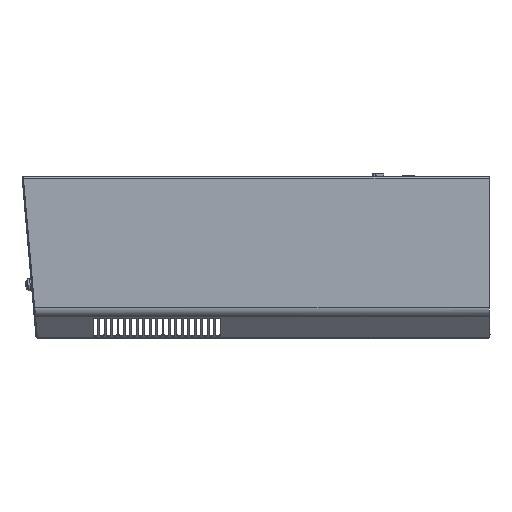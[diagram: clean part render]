
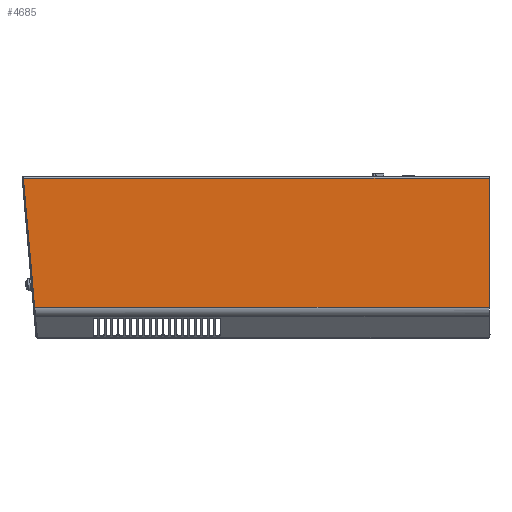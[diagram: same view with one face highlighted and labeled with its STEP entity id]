
A CAD part, left-side view. The second image highlights one B-rep face of the part: STEP entity #4685.
In plain terms, the highlighted planar face has unit normal (-1, 0, 0).
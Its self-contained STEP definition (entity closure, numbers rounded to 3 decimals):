
#4685 = ADVANCED_FACE ( 'NONE', ( #49848 ), #89706, .F. ) ;
#7037 = EDGE_LOOP ( 'NONE', ( #48881, #48882, #48880, #48884 ) ) ;
#16901 = EDGE_CURVE ( 'NONE', #73587, #73588, #70089, .T. ) ;
#16903 = EDGE_CURVE ( 'NONE', #73587, #73589, #70090, .T. ) ;
#16904 = EDGE_CURVE ( 'NONE', #73588, #73577, #70091, .T. ) ;
#16905 = EDGE_CURVE ( 'NONE', #73577, #73589, #70092, .T. ) ;
#23857 = AXIS2_PLACEMENT_3D ( 'NONE', #89707, #89708, #89709 ) ;
#47910 = CARTESIAN_POINT ( 'NONE',  ( -190., 1294.078, -2.055 ) ) ;
#47911 = DIRECTION ( 'NONE',  ( 0., 1., 0. ) ) ;
#47915 = CARTESIAN_POINT ( 'NONE',  ( -190., -299.922, -0.055 ) ) ;
#47916 = DIRECTION ( 'NONE',  ( 0., 0., -1. ) ) ;
#47917 = CARTESIAN_POINT ( 'NONE',  ( -190., 315.842, 10.057 ) ) ;
#47918 = DIRECTION ( 'NONE',  ( 0., -0.087, -0.996 ) ) ;
#47919 = CARTESIAN_POINT ( 'NONE',  ( -190., 1294.078, -171.919 ) ) ;
#47920 = DIRECTION ( 'NONE',  ( 0., -1., 0. ) ) ;
#48880 = ORIENTED_EDGE ( 'NONE', *, *, #16904, .T. ) ;
#48881 = ORIENTED_EDGE ( 'NONE', *, *, #16903, .F. ) ;
#48882 = ORIENTED_EDGE ( 'NONE', *, *, #16901, .T. ) ;
#48884 = ORIENTED_EDGE ( 'NONE', *, *, #16905, .T. ) ;
#49848 = FACE_OUTER_BOUND ( 'NONE', #7037, .T. ) ;
#56946 = CARTESIAN_POINT ( 'NONE',  ( -190., 299.921, -171.919 ) ) ;
#56956 = CARTESIAN_POINT ( 'NONE',  ( -190., -299.922, -2.055 ) ) ;
#56957 = CARTESIAN_POINT ( 'NONE',  ( -190., 314.783, -2.055 ) ) ;
#56958 = CARTESIAN_POINT ( 'NONE',  ( -190., -299.922, -171.919 ) ) ;
#70089 = LINE ( 'NONE', #47910, #81342 ) ;
#70090 = LINE ( 'NONE', #47915, #81344 ) ;
#70091 = LINE ( 'NONE', #47917, #81345 ) ;
#70092 = LINE ( 'NONE', #47919, #81346 ) ;
#73577 = VERTEX_POINT ( 'NONE', #56946 ) ;
#73587 = VERTEX_POINT ( 'NONE', #56956 ) ;
#73588 = VERTEX_POINT ( 'NONE', #56957 ) ;
#73589 = VERTEX_POINT ( 'NONE', #56958 ) ;
#81342 = VECTOR ( 'NONE', #47911, 1000. ) ;
#81344 = VECTOR ( 'NONE', #47916, 1000. ) ;
#81345 = VECTOR ( 'NONE', #47918, 1000. ) ;
#81346 = VECTOR ( 'NONE', #47920, 1000. ) ;
#89706 = PLANE ( 'NONE',  #23857 ) ;
#89707 = CARTESIAN_POINT ( 'NONE',  ( -190., 1294.078, -0.055 ) ) ;
#89708 = DIRECTION ( 'NONE',  ( 1., 0., 0. ) ) ;
#89709 = DIRECTION ( 'NONE',  ( 0., 0., -1. ) ) ;
